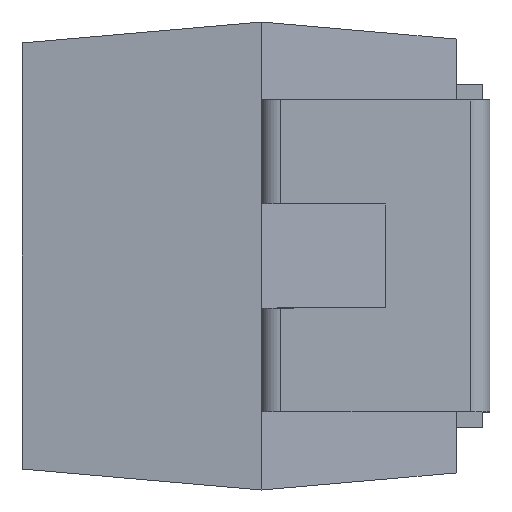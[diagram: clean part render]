
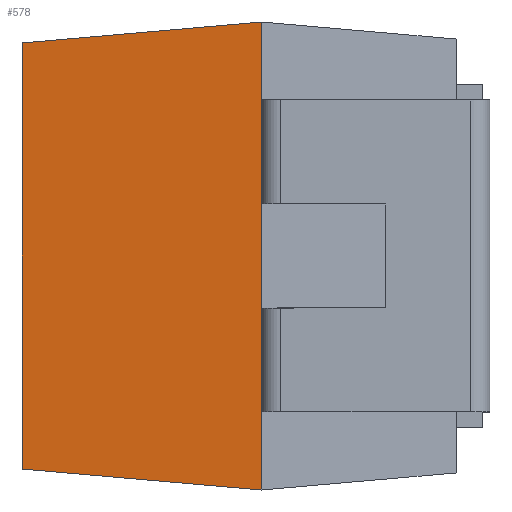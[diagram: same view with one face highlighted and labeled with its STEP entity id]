
A CAD part, left-side view. The second image highlights one B-rep face of the part: STEP entity #578.
In plain terms, the highlighted face is planar.
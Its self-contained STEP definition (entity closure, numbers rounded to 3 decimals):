
#6 = FACE_OUTER_BOUND ( 'NONE', #360, .T. ) ;
#48 = VECTOR ( 'NONE', #1137, 1000. ) ;
#150 = PLANE ( 'NONE',  #899 ) ;
#239 = VERTEX_POINT ( 'NONE', #857 ) ;
#262 = DIRECTION ( 'NONE',  ( 0., 0., -1. ) ) ;
#279 = ORIENTED_EDGE ( 'NONE', *, *, #835, .T. ) ;
#322 = ORIENTED_EDGE ( 'NONE', *, *, #1024, .F. ) ;
#333 = LINE ( 'NONE', #715, #1443 ) ;
#347 = CARTESIAN_POINT ( 'NONE',  ( 1.57, 0., 0.9 ) ) ;
#360 = EDGE_LOOP ( 'NONE', ( #279, #322, #1166, #1269 ) ) ;
#373 = DIRECTION ( 'NONE',  ( -0.087, 0.996, 0. ) ) ;
#474 = EDGE_CURVE ( 'NONE', #239, #1027, #1286, .T. ) ;
#478 = DIRECTION ( 'NONE',  ( 0., 0., -1. ) ) ;
#521 = CARTESIAN_POINT ( 'NONE',  ( 1.57, 0., -0.9 ) ) ;
#573 = CARTESIAN_POINT ( 'NONE',  ( 1.57, 0., 0.9 ) ) ;
#578 = ADVANCED_FACE ( 'NONE', ( #6 ), #150, .T. ) ;
#715 = CARTESIAN_POINT ( 'NONE',  ( 1.57, 0., -0.9 ) ) ;
#835 = EDGE_CURVE ( 'NONE', #911, #1240, #1426, .T. ) ;
#837 = CARTESIAN_POINT ( 'NONE',  ( 1.49, 0.92, -0.82 ) ) ;
#857 = CARTESIAN_POINT ( 'NONE',  ( 1.49, 0.92, 0.82 ) ) ;
#899 = AXIS2_PLACEMENT_3D ( 'NONE', #932, #1176, #373 ) ;
#911 = VERTEX_POINT ( 'NONE', #347 ) ;
#930 = DIRECTION ( 'NONE',  ( 0.087, -0.992, -0.087 ) ) ;
#932 = CARTESIAN_POINT ( 'NONE',  ( 1.57, 0., 0.9 ) ) ;
#1024 = EDGE_CURVE ( 'NONE', #1027, #1240, #333, .T. ) ;
#1027 = VERTEX_POINT ( 'NONE', #837 ) ;
#1048 = LINE ( 'NONE', #573, #48 ) ;
#1054 = VECTOR ( 'NONE', #478, 1000. ) ;
#1137 = DIRECTION ( 'NONE',  ( 0.087, -0.992, 0.087 ) ) ;
#1166 = ORIENTED_EDGE ( 'NONE', *, *, #474, .F. ) ;
#1176 = DIRECTION ( 'NONE',  ( 0.996, 0.087, 0. ) ) ;
#1177 = VECTOR ( 'NONE', #262, 1000. ) ;
#1240 = VERTEX_POINT ( 'NONE', #521 ) ;
#1269 = ORIENTED_EDGE ( 'NONE', *, *, #1368, .T. ) ;
#1279 = CARTESIAN_POINT ( 'NONE',  ( 1.57, 0., 0.9 ) ) ;
#1286 = LINE ( 'NONE', #1357, #1177 ) ;
#1357 = CARTESIAN_POINT ( 'NONE',  ( 1.49, 0.92, 0.9 ) ) ;
#1368 = EDGE_CURVE ( 'NONE', #239, #911, #1048, .T. ) ;
#1426 = LINE ( 'NONE', #1279, #1054 ) ;
#1443 = VECTOR ( 'NONE', #930, 1000. ) ;
